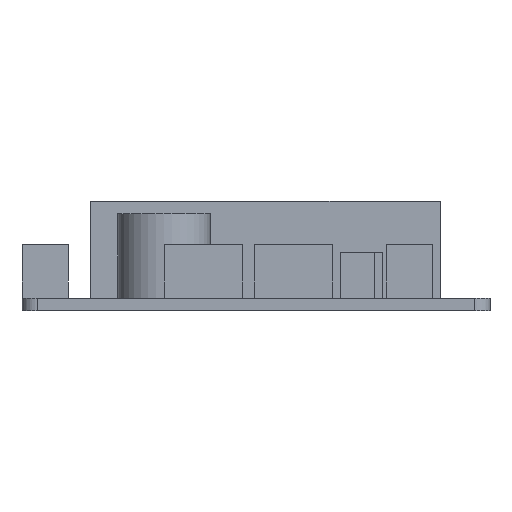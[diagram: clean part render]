
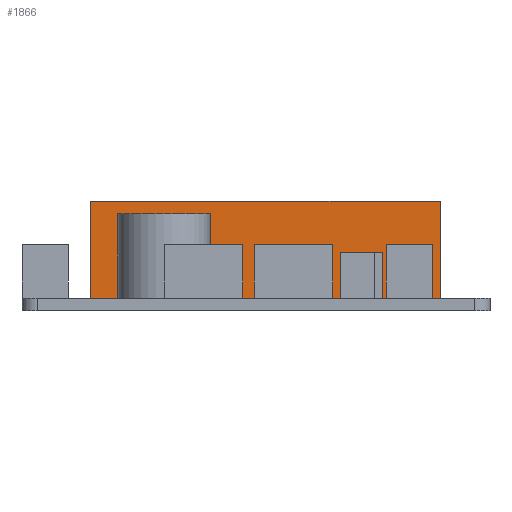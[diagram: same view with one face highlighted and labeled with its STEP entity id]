
A CAD part, front view. The second image highlights one B-rep face of the part: STEP entity #1866.
In plain terms, the highlighted planar face has unit normal (0, -1, 0).
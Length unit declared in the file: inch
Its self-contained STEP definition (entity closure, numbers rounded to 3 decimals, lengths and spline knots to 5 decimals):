
#50 = VERTEX_POINT ( 'NONE', #1639 ) ;
#124 = ORIENTED_EDGE ( 'NONE', *, *, #3144, .T. ) ;
#280 = VERTEX_POINT ( 'NONE', #2548 ) ;
#368 = DIRECTION ( 'NONE',  ( 1., 0., 0. ) ) ;
#452 = ORIENTED_EDGE ( 'NONE', *, *, #933, .T. ) ;
#633 = LINE ( 'NONE', #1450, #657 ) ;
#643 = DIRECTION ( 'NONE',  ( 0., -1., 0. ) ) ;
#657 = VECTOR ( 'NONE', #1989, 39.37008 ) ;
#667 = ORIENTED_EDGE ( 'NONE', *, *, #2252, .T. ) ;
#738 = CARTESIAN_POINT ( 'NONE',  ( -0.84724, 0.46063, 0.06299 ) ) ;
#801 = VERTEX_POINT ( 'NONE', #1188 ) ;
#933 = EDGE_CURVE ( 'NONE', #3139, #280, #1475, .T. ) ;
#1095 = VECTOR ( 'NONE', #2032, 39.37008 ) ;
#1188 = CARTESIAN_POINT ( 'NONE',  ( -0.84724, 0.46063, 0.55906 ) ) ;
#1255 = CARTESIAN_POINT ( 'NONE',  ( 0.94409, 0.46063, 0.06299 ) ) ;
#1404 = VECTOR ( 'NONE', #2613, 39.37008 ) ;
#1450 = CARTESIAN_POINT ( 'NONE',  ( 0.64554, 0.46063, 0.55906 ) ) ;
#1475 = LINE ( 'NONE', #1255, #1095 ) ;
#1611 = AXIS2_PLACEMENT_3D ( 'NONE', #2319, #643, #1751 ) ;
#1639 = CARTESIAN_POINT ( 'NONE',  ( -0.84724, 0.46063, 0.06299 ) ) ;
#1694 = ORIENTED_EDGE ( 'NONE', *, *, #3101, .T. ) ;
#1751 = DIRECTION ( 'NONE',  ( 0., 0., -1. ) ) ;
#1866 = ADVANCED_FACE ( 'NONE', ( #3114 ), #2290, .T. ) ;
#1989 = DIRECTION ( 'NONE',  ( -1., 0., 0. ) ) ;
#2032 = DIRECTION ( 'NONE',  ( 0., 0., 1. ) ) ;
#2252 = EDGE_CURVE ( 'NONE', #801, #50, #2310, .T. ) ;
#2278 = CARTESIAN_POINT ( 'NONE',  ( 0.64554, 0.46063, 0.06299 ) ) ;
#2290 = PLANE ( 'NONE',  #1611 ) ;
#2310 = LINE ( 'NONE', #738, #1404 ) ;
#2319 = CARTESIAN_POINT ( 'NONE',  ( 0.64554, 0.46063, 0.06299 ) ) ;
#2548 = CARTESIAN_POINT ( 'NONE',  ( 0.94409, 0.46063, 0.55906 ) ) ;
#2605 = VECTOR ( 'NONE', #368, 39.37008 ) ;
#2613 = DIRECTION ( 'NONE',  ( 0., 0., -1. ) ) ;
#3015 = EDGE_LOOP ( 'NONE', ( #1694, #667, #124, #452 ) ) ;
#3101 = EDGE_CURVE ( 'NONE', #280, #801, #633, .T. ) ;
#3103 = LINE ( 'NONE', #2278, #2605 ) ;
#3114 = FACE_OUTER_BOUND ( 'NONE', #3015, .T. ) ;
#3139 = VERTEX_POINT ( 'NONE', #3319 ) ;
#3144 = EDGE_CURVE ( 'NONE', #50, #3139, #3103, .T. ) ;
#3319 = CARTESIAN_POINT ( 'NONE',  ( 0.94409, 0.46063, 0.06299 ) ) ;
